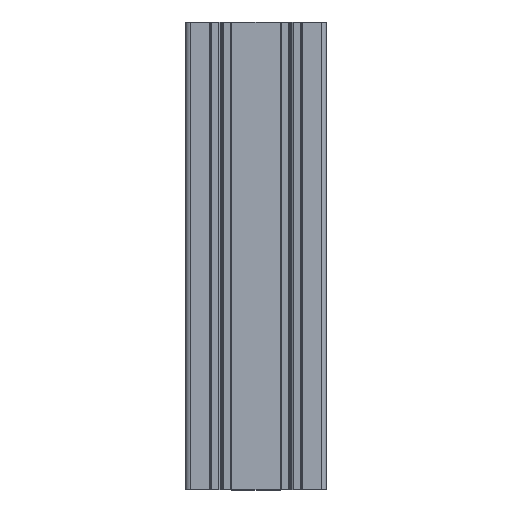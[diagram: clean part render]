
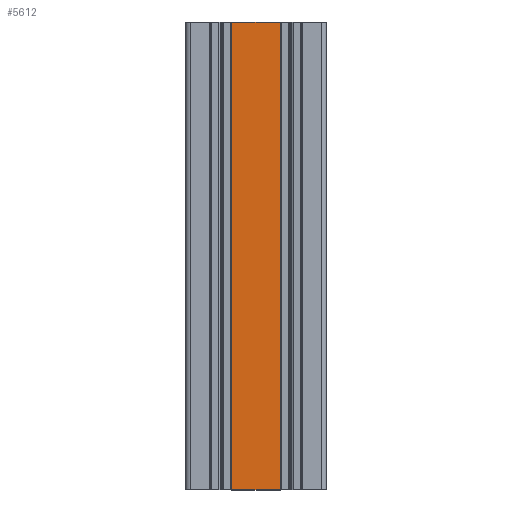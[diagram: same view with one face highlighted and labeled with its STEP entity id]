
A CAD part, top view. The second image highlights one B-rep face of the part: STEP entity #5612.
In plain terms, the highlighted planar face has unit normal (0, 0, 1).
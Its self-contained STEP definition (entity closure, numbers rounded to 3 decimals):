
#69=PLANE('',#5982);
#260=FACE_OUTER_BOUND('',#550,.T.);
#550=EDGE_LOOP('',(#3983,#3984,#3985,#3986));
#941=LINE('',#8610,#1529);
#942=LINE('',#8614,#1530);
#943=LINE('',#8616,#1531);
#944=LINE('',#8617,#1532);
#1529=VECTOR('',#6871,200.);
#1530=VECTOR('',#6876,20.6);
#1531=VECTOR('',#6877,200.);
#1532=VECTOR('',#6878,20.6);
#2399=VERTEX_POINT('',#8607);
#2400=VERTEX_POINT('',#8609);
#2401=VERTEX_POINT('',#8613);
#2402=VERTEX_POINT('',#8615);
#3046=EDGE_CURVE('',#2400,#2399,#941,.T.);
#3048=EDGE_CURVE('',#2399,#2401,#942,.T.);
#3049=EDGE_CURVE('',#2402,#2401,#943,.T.);
#3050=EDGE_CURVE('',#2400,#2402,#944,.T.);
#3983=ORIENTED_EDGE('',*,*,#3048,.T.);
#3984=ORIENTED_EDGE('',*,*,#3049,.F.);
#3985=ORIENTED_EDGE('',*,*,#3050,.F.);
#3986=ORIENTED_EDGE('',*,*,#3046,.T.);
#5612=ADVANCED_FACE('',(#260),#69,.T.);
#5982=AXIS2_PLACEMENT_3D('',#8612,#6874,#6875);
#6871=DIRECTION('',(0.,1.,0.));
#6874=DIRECTION('center_axis',(0.,0.,1.));
#6875=DIRECTION('ref_axis',(1.,0.,0.));
#6876=DIRECTION('',(-1.,0.,0.));
#6877=DIRECTION('',(0.,1.,0.));
#6878=DIRECTION('',(-1.,0.,0.));
#8607=CARTESIAN_POINT('',(10.3,200.,15.));
#8609=CARTESIAN_POINT('',(10.3,0.,15.));
#8610=CARTESIAN_POINT('',(10.3,0.,15.));
#8612=CARTESIAN_POINT('Origin',(-10.3,0.,15.));
#8613=CARTESIAN_POINT('',(-10.3,200.,15.));
#8614=CARTESIAN_POINT('',(-5.15,200.,15.));
#8615=CARTESIAN_POINT('',(-10.3,0.,15.));
#8616=CARTESIAN_POINT('',(-10.3,0.,15.));
#8617=CARTESIAN_POINT('',(-5.15,0.,15.));
